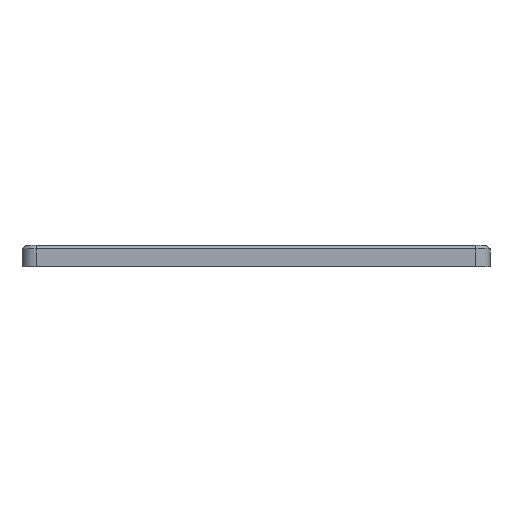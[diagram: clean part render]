
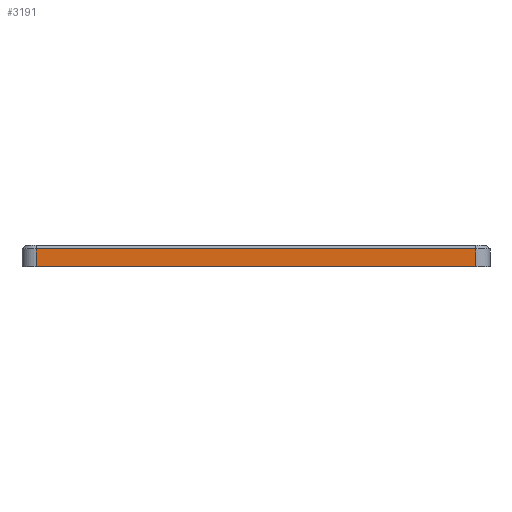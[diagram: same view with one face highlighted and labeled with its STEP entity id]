
A CAD part, left-side view. The second image highlights one B-rep face of the part: STEP entity #3191.
In plain terms, the highlighted planar face has unit normal (-1, 0, 0).
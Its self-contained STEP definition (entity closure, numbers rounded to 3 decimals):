
#27 = EDGE_CURVE ( 'NONE', #1113, #3388, #3292, .T. ) ;
#135 = VERTEX_POINT ( 'NONE', #1355 ) ;
#468 = CARTESIAN_POINT ( 'NONE',  ( -32.75, 30.75, -3. ) ) ;
#521 = DIRECTION ( 'NONE',  ( 0., 1., 0. ) ) ;
#858 = CARTESIAN_POINT ( 'NONE',  ( -32.75, -32.75, -0.5 ) ) ;
#1038 = VECTOR ( 'NONE', #2169, 1000. ) ;
#1113 = VERTEX_POINT ( 'NONE', #2007 ) ;
#1179 = ORIENTED_EDGE ( 'NONE', *, *, #1764, .T. ) ;
#1257 = CARTESIAN_POINT ( 'NONE',  ( -32.75, -32.75, -3. ) ) ;
#1311 = CARTESIAN_POINT ( 'NONE',  ( -32.75, -30.75, -3. ) ) ;
#1355 = CARTESIAN_POINT ( 'NONE',  ( -32.75, -30.75, -3. ) ) ;
#1392 = VERTEX_POINT ( 'NONE', #4140 ) ;
#1494 = DIRECTION ( 'NONE',  ( 0., 0., 1. ) ) ;
#1764 = EDGE_CURVE ( 'NONE', #3388, #1392, #3573, .T. ) ;
#1887 = DIRECTION ( 'NONE',  ( -1., 0., 0. ) ) ;
#2007 = CARTESIAN_POINT ( 'NONE',  ( -32.75, -30.75, -0.5 ) ) ;
#2169 = DIRECTION ( 'NONE',  ( 0., -1., 0. ) ) ;
#2336 = CARTESIAN_POINT ( 'NONE',  ( -32.75, 30.75, -0.5 ) ) ;
#2378 = EDGE_CURVE ( 'NONE', #135, #1113, #2409, .T. ) ;
#2409 = LINE ( 'NONE', #1311, #3504 ) ;
#2918 = LINE ( 'NONE', #1257, #1038 ) ;
#3129 = ORIENTED_EDGE ( 'NONE', *, *, #2378, .T. ) ;
#3132 = FACE_OUTER_BOUND ( 'NONE', #3248, .T. ) ;
#3191 = ADVANCED_FACE ( 'NONE', ( #3132 ), #3421, .T. ) ;
#3248 = EDGE_LOOP ( 'NONE', ( #3129, #4499, #1179, #4150 ) ) ;
#3292 = LINE ( 'NONE', #858, #3881 ) ;
#3351 = AXIS2_PLACEMENT_3D ( 'NONE', #3823, #1887, #1494 ) ;
#3388 = VERTEX_POINT ( 'NONE', #2336 ) ;
#3421 = PLANE ( 'NONE',  #3351 ) ;
#3504 = VECTOR ( 'NONE', #4025, 1000. ) ;
#3573 = LINE ( 'NONE', #468, #4112 ) ;
#3823 = CARTESIAN_POINT ( 'NONE',  ( -32.75, -32.75, -3. ) ) ;
#3881 = VECTOR ( 'NONE', #521, 1000. ) ;
#4025 = DIRECTION ( 'NONE',  ( 0., 0., 1. ) ) ;
#4112 = VECTOR ( 'NONE', #4334, 1000. ) ;
#4140 = CARTESIAN_POINT ( 'NONE',  ( -32.75, 30.75, -3. ) ) ;
#4150 = ORIENTED_EDGE ( 'NONE', *, *, #4520, .T. ) ;
#4334 = DIRECTION ( 'NONE',  ( 0., 0., -1. ) ) ;
#4499 = ORIENTED_EDGE ( 'NONE', *, *, #27, .T. ) ;
#4520 = EDGE_CURVE ( 'NONE', #1392, #135, #2918, .T. ) ;
